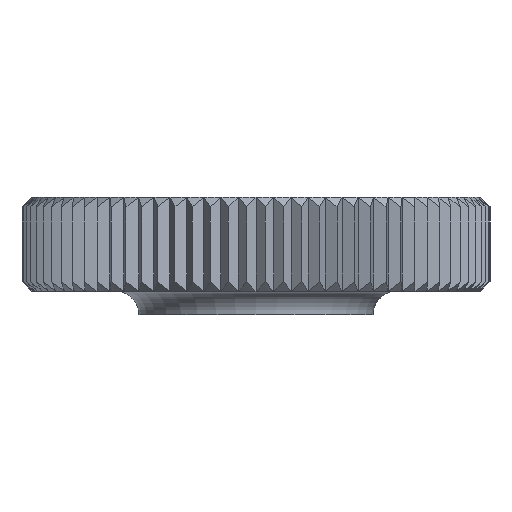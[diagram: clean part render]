
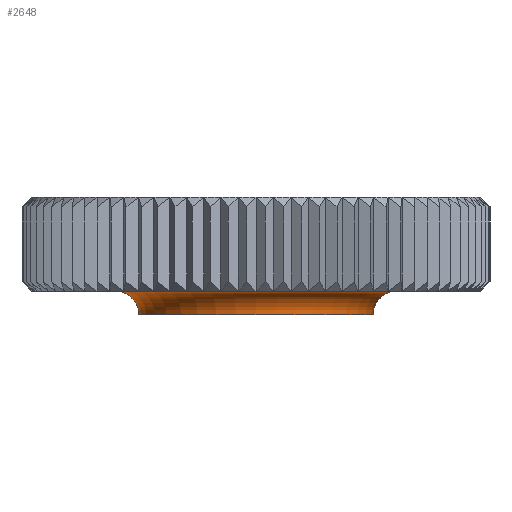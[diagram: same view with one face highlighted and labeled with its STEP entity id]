
A CAD part, front view. The second image highlights one B-rep face of the part: STEP entity #2648.
In plain terms, the highlighted toroidal (fillet/blend) face has major radius 6 mm and minor radius 1 mm.
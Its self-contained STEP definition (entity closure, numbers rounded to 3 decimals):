
#2094=EDGE_CURVE('',#4454,#2220,#5804,.T.);
#2220=VERTEX_POINT('',#5943);
#2526=VERTEX_POINT('',#6278);
#2648=ADVANCED_FACE('',(#6413),#6414,.F.);
#3340=VERTEX_POINT('',#7189);
#3794=EDGE_CURVE('',#2526,#3340,#7693,.T.);
#4358=EDGE_CURVE('',#2526,#2220,#8325,.T.);
#4454=VERTEX_POINT('',#8439);
#4730=EDGE_CURVE('',#3340,#4454,#8741,.T.);
#5804=CIRCLE('',#10134,1.0);
#5943=CARTESIAN_POINT('',(-6.,0.,1.));
#6278=CARTESIAN_POINT('',(6.,0.,1.));
#6413=FACE_OUTER_BOUND('',#11436,.T.);
#6414=TOROIDAL_SURFACE('',#11437,6.0,1.0);
#7189=CARTESIAN_POINT('',(5.,0.,0.));
#7693=CIRCLE('',#13824,1.0);
#8325=CIRCLE('',#15187,6.0);
#8439=CARTESIAN_POINT('',(-5.,0.,0.));
#8741=CIRCLE('',#15987,5.0);
#10134=AXIS2_PLACEMENT_3D('',#18062,#18063,#18064);
#11436=EDGE_LOOP('',(#18675,#18676,#18677,#18678));
#11437=AXIS2_PLACEMENT_3D('',#18679,#18680,#18681);
#13824=AXIS2_PLACEMENT_3D('',#20360,#20361,#20362);
#15187=AXIS2_PLACEMENT_3D('',#21092,#21093,#21094);
#15987=AXIS2_PLACEMENT_3D('',#21558,#21559,#21560);
#18062=CARTESIAN_POINT('',(-6.,0.,0.));
#18063=DIRECTION('',(0.,-1.0,-0.0));
#18064=DIRECTION('',(-1.0,0.,0.0));
#18675=ORIENTED_EDGE('',*,*,#3794,.F.);
#18676=ORIENTED_EDGE('',*,*,#4358,.T.);
#18677=ORIENTED_EDGE('',*,*,#2094,.F.);
#18678=ORIENTED_EDGE('',*,*,#4730,.F.);
#18679=CARTESIAN_POINT('',(0.,0.,0.));
#18680=DIRECTION('',(0.0,0.0,-1.0));
#18681=DIRECTION('',(-1.0,0.0,0.0));
#20360=CARTESIAN_POINT('',(6.,0.,0.));
#20361=DIRECTION('',(0.,-1.0,-0.0));
#20362=DIRECTION('',(1.0,0.,0.0));
#21092=CARTESIAN_POINT('',(0.,0.,1.));
#21093=DIRECTION('',(0.0,0.0,-1.0));
#21094=DIRECTION('',(1.0,0.,0.0));
#21558=CARTESIAN_POINT('',(0.,0.,0.));
#21559=DIRECTION('',(0.0,0.0,-1.0));
#21560=DIRECTION('',(1.0,0.,0.0));
